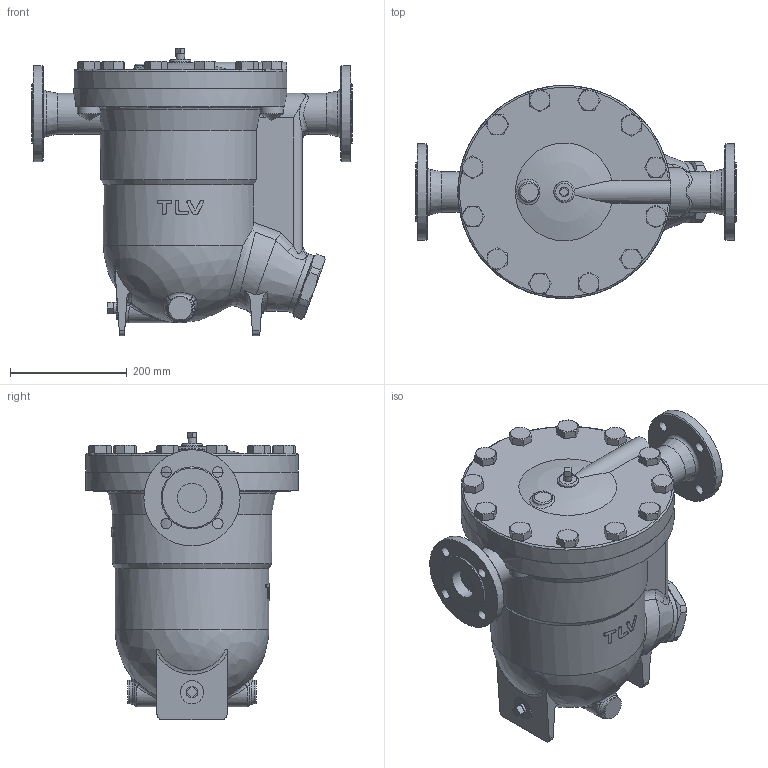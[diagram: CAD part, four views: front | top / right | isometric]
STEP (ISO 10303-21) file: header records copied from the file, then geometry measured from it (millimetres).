
FILE_DESCRIPTION((''),'2;1');
FILE_NAME('j8x00-050-e0016-00.stp','2011-09-01T18:28:56',('asada'),(''),'Autodesk Inventor 2012','Autodesk Inventor 2012','');
FILE_SCHEMA(('AUTOMOTIVE_DESIGN { 1 0 10303 214 1 1 1 1 }'));
Length unit declared in the file: millimetre
Products named in the file (1): j8x00-050-e0016-00
Bounding box: 550 x 365 x 493 mm (x, y, z)
Volume: 30250615.4 mm3; surface area: 950096.5 mm2
Topology: 1 solids, 1 shells, 452 faces, 1104 edges, 684 vertices
Faces by surface type: plane 193, cone 103, cylinder 89, bspline 47, torus 18, sphere 2
Full cylindrical faces by diameter (mm): 18 x8, 22 x20, 22.631 x1, 25 x12, 36 x1, 40 x3, 50 x2, 70 x2, 102 x2, 105.048 x1, 165 x2, 250 x1, 365 x2
Entity records: 21157 total; most frequent: CARTESIAN_POINT 11781, ORIENTED_EDGE 1970, DIRECTION 1782, EDGE_CURVE 985, AXIS2_PLACEMENT_3D 745, VERTEX_POINT 649, EDGE_LOOP 606, FACE_OUTER_BOUND 452
